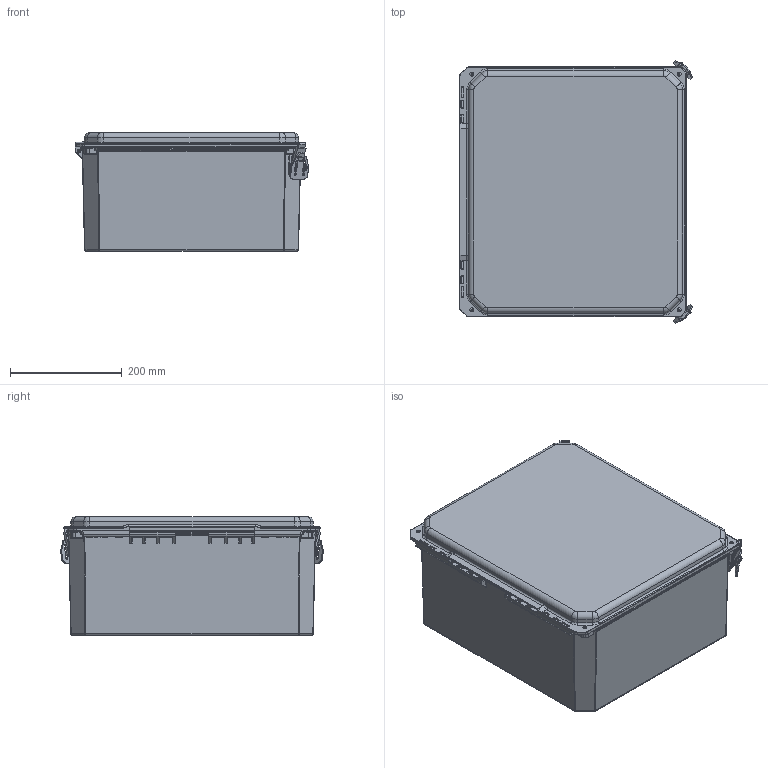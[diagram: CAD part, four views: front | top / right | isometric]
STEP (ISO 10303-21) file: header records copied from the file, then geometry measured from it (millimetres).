
FILE_DESCRIPTION (( 'STEP AP214' ), '1' );
FILE_NAME ('FRCC161408HLL.STEP', '2018-11-02T13:30:41', ( '' ), ( '' ), 'SwSTEP 2.0', 'SolidWorks 2018', '' );
FILE_SCHEMA (( 'AUTOMOTIVE_DESIGN' ));
Length unit declared in the file: inch
Products named in the file (1): FRCC161408HLL
Bounding box: 416.71 x 469.15 x 211.91 mm (x, y, z)
Volume: 2827129.3 mm3; surface area: 1428393 mm2
Topology: 33 solids, 33 shells, 2367 faces, 5732 edges, 3379 vertices
Faces by surface type: cylinder 936, plane 702, bspline 611, cone 102, torus 16
Full cylindrical faces by diameter (mm): 1.267 x4, 1.27 x2, 2.489 x4, 3.429 x4, 3.48 x4, 3.81 x4, 3.861 x8, 3.962 x12, 5.08 x4, 5.3 x4, 5.563 x4, 6.248 x12, 6.401 x4, 7.925 x4, 9.22 x2, 15.24 x2
Entity records: 123915 total; most frequent: CARTESIAN_POINT 44413, ORIENTED_EDGE 10976, DIRECTION 8177, EDGE_CURVE 5488, VERTEX_POINT 3339, AXIS2_PLACEMENT_3D 2818, EDGE_LOOP 2633, VECTOR 2541
